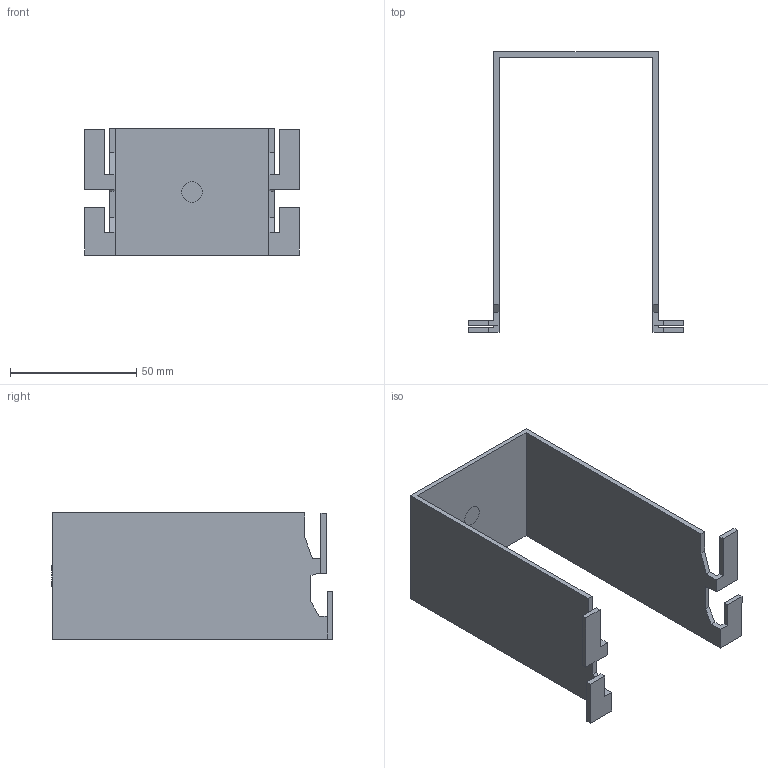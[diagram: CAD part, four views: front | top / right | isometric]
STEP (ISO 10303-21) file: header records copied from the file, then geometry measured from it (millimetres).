
FILE_DESCRIPTION(/* description */ (''),/* implementation_level */ '2;1');
FILE_NAME(/* name */ '595900.stp',/* time_stamp */ '2025-12-05T09:50:26+01:00',/* author */ ('mael.lecharpentier'),/* organization */ (''),/* preprocessor_version */ 'ST-DEVELOPER v20',/* originating_system */ 'AutoCAD Mechanical',/* authorisation */ '');
FILE_SCHEMA (('AUTOMOTIVE_DESIGN { 1 0 10303 214 3 1 1 }'));
Length unit declared in the file: millimetre
Products named in the file (1): Product
Bounding box: 85 x 111.2 x 50 mm (x, y, z)
Volume: 28452.4 mm3; surface area: 30302 mm2
Topology: 1 solids, 3 shells, 46 faces, 128 edges, 86 vertices
Faces by surface type: plane 44, bspline 2
Entity records: 1683 total; most frequent: CARTESIAN_POINT 475, ORIENTED_EDGE 254, DIRECTION 214, EDGE_CURVE 128, LINE 120, VECTOR 120, VERTEX_POINT 86, AXIS2_PLACEMENT_3D 47
